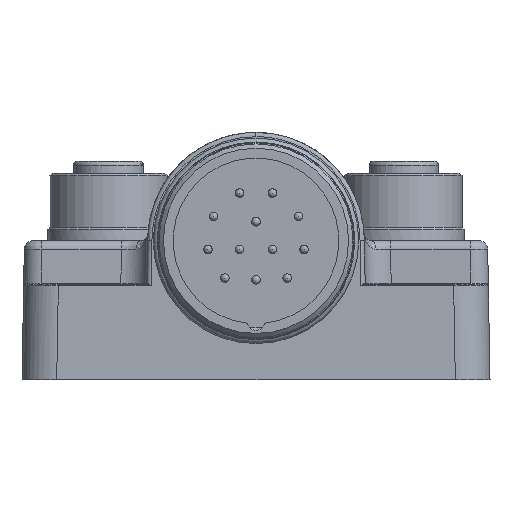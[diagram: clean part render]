
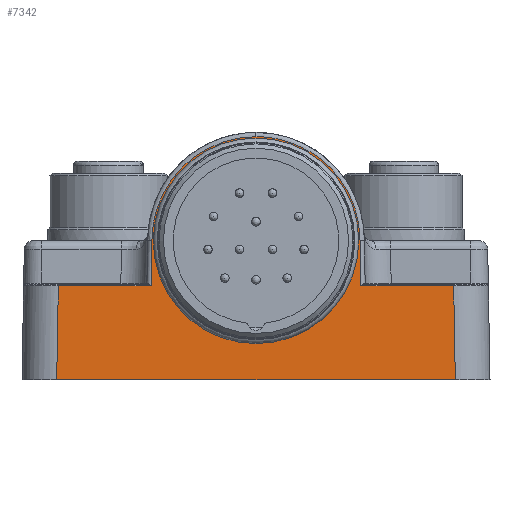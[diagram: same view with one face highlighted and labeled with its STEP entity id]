
A CAD part, left-side view. The second image highlights one B-rep face of the part: STEP entity #7342.
In plain terms, the highlighted planar face has unit normal (-1, 0, 0.018).
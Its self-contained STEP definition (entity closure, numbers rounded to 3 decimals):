
#227=ELLIPSE('',#23643,11.402,11.4);
#593=B_SPLINE_CURVE_WITH_KNOTS('',3,(#38258,#38259,#38260,#38261,#38262,
#38263,#38264,#38265,#38266),.UNSPECIFIED.,.F.,.F.,(4,1,1,1,1,1,4),(0.,
0.143,0.286,0.5,0.732,
0.839,1.),.UNSPECIFIED.);
#597=B_SPLINE_CURVE_WITH_KNOTS('',3,(#38319,#38320,#38321,#38322,#38323,
#38324,#38325,#38326,#38327),.UNSPECIFIED.,.F.,.F.,(4,1,1,1,1,1,4),(0.,
0.161,0.268,0.5,0.714,
0.857,1.),.UNSPECIFIED.);
#1735=LINE('',#38029,#3137);
#1741=LINE('',#38220,#3143);
#1748=LINE('',#38250,#3150);
#1751=LINE('',#38362,#3153);
#1752=LINE('',#38426,#3154);
#1778=LINE('',#39179,#3180);
#2355=LINE('',#49269,#3757);
#2356=LINE('',#49271,#3758);
#2357=LINE('',#49273,#3759);
#3137=VECTOR('',#28213,1.);
#3143=VECTOR('',#28255,1.);
#3150=VECTOR('',#28278,1.);
#3153=VECTOR('',#28285,1.);
#3154=VECTOR('',#28300,1.);
#3180=VECTOR('',#28400,1.);
#3757=VECTOR('',#30285,1.);
#3758=VECTOR('',#30286,1.);
#3759=VECTOR('',#30287,1.);
#4191=PLANE('',#24556);
#7342=ADVANCED_FACE('2110-0-10',(#7963,#7964),#4191,.T.);
#7963=FACE_BOUND('',#9633,.T.);
#7964=FACE_BOUND('',#9634,.T.);
#9633=EDGE_LOOP('',(#15557,#15558,#15559,#15560,#15561,#15562,#15563,#15564,
#15565,#15566,#15567));
#9634=EDGE_LOOP('',(#15568));
#15557=ORIENTED_EDGE('',*,*,#19914,.T.);
#15558=ORIENTED_EDGE('',*,*,#19904,.T.);
#15559=ORIENTED_EDGE('',*,*,#19876,.T.);
#15560=ORIENTED_EDGE('',*,*,#21292,.T.);
#15561=ORIENTED_EDGE('',*,*,#21293,.T.);
#15562=ORIENTED_EDGE('',*,*,#21294,.F.);
#15563=ORIENTED_EDGE('',*,*,#20007,.T.);
#15564=ORIENTED_EDGE('',*,*,#19935,.T.);
#15565=ORIENTED_EDGE('',*,*,#19925,.T.);
#15566=ORIENTED_EDGE('',*,*,#19922,.T.);
#15567=ORIENTED_EDGE('',*,*,#19917,.T.);
#15568=ORIENTED_EDGE('',*,*,#19571,.T.);
#17123=VERTEX_POINT('',#35227);
#17308=VERTEX_POINT('',#38028);
#17309=VERTEX_POINT('',#38030);
#17324=VERTEX_POINT('',#38221);
#17329=VERTEX_POINT('',#38251);
#17331=VERTEX_POINT('',#38267);
#17334=VERTEX_POINT('',#38310);
#17337=VERTEX_POINT('',#38363);
#17343=VERTEX_POINT('',#38427);
#17381=VERTEX_POINT('',#39180);
#18161=VERTEX_POINT('',#49270);
#18162=VERTEX_POINT('',#49272);
#19571=EDGE_CURVE('',#17123,#17123,#227,.T.);
#19876=EDGE_CURVE('',#17309,#17308,#1735,.T.);
#19904=EDGE_CURVE('',#17324,#17309,#1741,.T.);
#19914=EDGE_CURVE('',#17329,#17324,#1748,.T.);
#19917=EDGE_CURVE('',#17331,#17329,#593,.T.);
#19922=EDGE_CURVE('',#17334,#17331,#597,.T.);
#19925=EDGE_CURVE('',#17337,#17334,#1751,.T.);
#19935=EDGE_CURVE('',#17343,#17337,#1752,.T.);
#20007=EDGE_CURVE('',#17381,#17343,#1778,.T.);
#21292=EDGE_CURVE('',#17308,#18161,#2355,.T.);
#21293=EDGE_CURVE('',#18161,#18162,#2356,.T.);
#21294=EDGE_CURVE('',#17381,#18162,#2357,.T.);
#23643=AXIS2_PLACEMENT_3D('',#35226,#27717,#27718);
#24556=AXIS2_PLACEMENT_3D('',#49274,#30288,#30289);
#27717=DIRECTION('',(1.,0.,-0.017));
#27718=DIRECTION('',(0.017,0.,1.));
#28213=DIRECTION('',(-0.017,0.017,-1.));
#28255=DIRECTION('',(0.,1.,0.));
#28278=DIRECTION('',(-0.017,0.017,-1.));
#28285=DIRECTION('',(0.017,0.017,1.));
#28300=DIRECTION('',(0.,1.,0.));
#28400=DIRECTION('',(0.017,0.017,1.));
#30285=DIRECTION('',(0.,-1.,0.));
#30286=DIRECTION('',(0.,-1.,0.));
#30287=DIRECTION('',(0.,1.,0.));
#30288=DIRECTION('',(-1.,0.,0.017));
#30289=DIRECTION('',(0.,-1.,0.));
#35226=CARTESIAN_POINT('',(-92.968,43.,0.));
#35227=CARTESIAN_POINT('',(-92.769,43.,11.4));
#38028=CARTESIAN_POINT('',(-93.247,65.98,-16.));
#38029=CARTESIAN_POINT('',(-93.058,65.791,-5.197));
#38030=CARTESIAN_POINT('',(-93.058,65.791,-5.197));
#38220=CARTESIAN_POINT('',(-93.058,55.091,-5.197));
#38221=CARTESIAN_POINT('',(-93.058,55.091,-5.197));
#38250=CARTESIAN_POINT('',(-92.968,55.,0.));
#38251=CARTESIAN_POINT('',(-92.968,55.,0.));
#38258=CARTESIAN_POINT('',(-92.758,43.,12.009));
#38259=CARTESIAN_POINT('',(-92.758,43.898,12.009));
#38260=CARTESIAN_POINT('',(-92.762,45.694,11.806));
#38261=CARTESIAN_POINT('',(-92.78,48.68,10.761));
#38262=CARTESIAN_POINT('',(-92.818,51.743,8.588));
#38263=CARTESIAN_POINT('',(-92.869,53.747,5.675));
#38264=CARTESIAN_POINT('',(-92.921,54.786,2.7));
#38265=CARTESIAN_POINT('',(-92.95,55.,1.018));
#38266=CARTESIAN_POINT('',(-92.968,55.,0.009));
#38267=CARTESIAN_POINT('',(-92.758,43.,12.009));
#38310=CARTESIAN_POINT('',(-92.968,31.,0.));
#38319=CARTESIAN_POINT('',(-92.968,31.,0.009));
#38320=CARTESIAN_POINT('',(-92.95,31.,1.018));
#38321=CARTESIAN_POINT('',(-92.921,31.214,2.7));
#38322=CARTESIAN_POINT('',(-92.869,32.253,5.675));
#38323=CARTESIAN_POINT('',(-92.818,34.257,8.588));
#38324=CARTESIAN_POINT('',(-92.78,37.32,10.761));
#38325=CARTESIAN_POINT('',(-92.762,40.306,11.806));
#38326=CARTESIAN_POINT('',(-92.758,42.102,12.009));
#38327=CARTESIAN_POINT('',(-92.758,43.,12.009));
#38362=CARTESIAN_POINT('',(-93.058,30.909,-5.197));
#38363=CARTESIAN_POINT('',(-93.058,30.909,-5.197));
#38426=CARTESIAN_POINT('',(-93.058,20.209,-5.197));
#38427=CARTESIAN_POINT('',(-93.058,20.209,-5.197));
#39179=CARTESIAN_POINT('',(-93.247,20.02,-16.));
#39180=CARTESIAN_POINT('',(-93.247,20.02,-16.));
#49269=CARTESIAN_POINT('',(-93.247,65.98,-16.));
#49270=CARTESIAN_POINT('',(-93.247,54.88,-16.));
#49271=CARTESIAN_POINT('',(-93.247,31.12,-16.));
#49272=CARTESIAN_POINT('',(-93.247,31.12,-16.));
#49273=CARTESIAN_POINT('',(-93.247,31.12,-16.));
#49274=CARTESIAN_POINT('',(-92.735,15.705,13.325));
